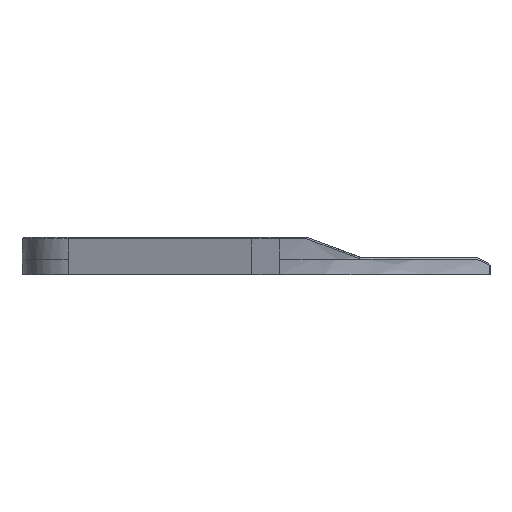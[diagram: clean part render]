
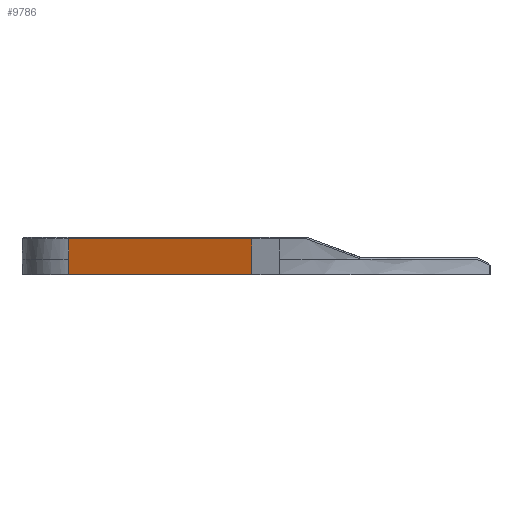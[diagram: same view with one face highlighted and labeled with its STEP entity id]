
A CAD part, left-side view. The second image highlights one B-rep face of the part: STEP entity #9786.
In plain terms, the highlighted planar face has unit normal (-0.933, 0.359, 0).
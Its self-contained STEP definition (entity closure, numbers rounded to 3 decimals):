
#605=PLANE('',#10517);
#1159=FACE_OUTER_BOUND('',#1733,.T.);
#1733=EDGE_LOOP('',(#9146,#9147,#9148,#9149,#9150));
#1772=LINE('',#14630,#2677);
#2525=LINE('',#20957,#3430);
#2526=LINE('',#20959,#3431);
#2537=LINE('',#21627,#3442);
#2561=LINE('',#21742,#3466);
#2677=VECTOR('',#10606,10.);
#3430=VECTOR('',#12503,10.);
#3431=VECTOR('',#12506,10.);
#3442=VECTOR('',#12599,10.);
#3466=VECTOR('',#12665,100.);
#4064=VERTEX_POINT('',#14627);
#4065=VERTEX_POINT('',#14629);
#4438=VERTEX_POINT('',#17721);
#4833=VERTEX_POINT('',#20933);
#4844=VERTEX_POINT('',#21607);
#4980=EDGE_CURVE('',#4065,#4064,#1772,.T.);
#6166=EDGE_CURVE('',#4064,#4833,#2525,.T.);
#6167=EDGE_CURVE('',#4438,#4833,#2526,.T.);
#6202=EDGE_CURVE('',#4844,#4438,#2537,.T.);
#6226=EDGE_CURVE('',#4065,#4844,#2561,.T.);
#9146=ORIENTED_EDGE('',*,*,#6167,.F.);
#9147=ORIENTED_EDGE('',*,*,#6202,.F.);
#9148=ORIENTED_EDGE('',*,*,#6226,.F.);
#9149=ORIENTED_EDGE('',*,*,#4980,.T.);
#9150=ORIENTED_EDGE('',*,*,#6166,.T.);
#9786=ADVANCED_FACE('',(#1159),#605,.T.);
#10517=AXIS2_PLACEMENT_3D('',#22113,#12845,#12846);
#10606=DIRECTION('',(-0.359,-0.934,0.));
#12503=DIRECTION('',(0.,0.,1.));
#12506=DIRECTION('',(-0.359,-0.934,0.));
#12599=DIRECTION('',(0.,0.,1.));
#12665=DIRECTION('',(0.,0.,1.));
#12845=DIRECTION('center_axis',(-0.934,0.359,0.));
#12846=DIRECTION('ref_axis',(0.,0.,
1.));
#14627=CARTESIAN_POINT('',(-118.969,23.319,25.944));
#14629=CARTESIAN_POINT('',(-96.401,82.07,25.944));
#14630=CARTESIAN_POINT('',(-101.061,69.94,25.944));
#17721=CARTESIAN_POINT('',(-96.401,82.07,37.444));
#20933=CARTESIAN_POINT('',(-118.969,23.319,37.444));
#20957=CARTESIAN_POINT('',(-118.969,23.319,30.944));
#20959=CARTESIAN_POINT('',(-99.736,73.388,37.444));
#21607=CARTESIAN_POINT('',(-96.401,82.07,30.944));
#21627=CARTESIAN_POINT('',(-96.401,82.07,30.944));
#21742=CARTESIAN_POINT('',(-96.401,82.07,-8.056));
#22113=CARTESIAN_POINT('Origin',(-96.401,82.07,-8.056));
